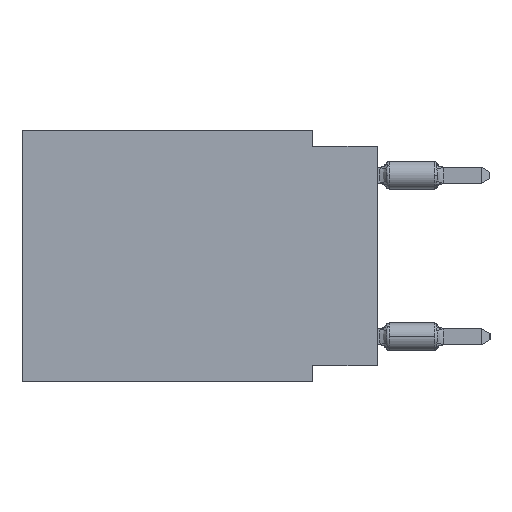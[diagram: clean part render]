
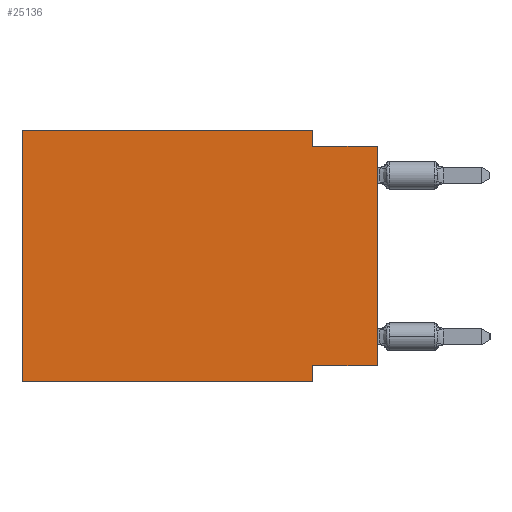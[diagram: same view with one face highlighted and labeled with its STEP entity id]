
A CAD part, left-side view. The second image highlights one B-rep face of the part: STEP entity #25136.
In plain terms, the highlighted planar face has unit normal (-1, 0, 0).
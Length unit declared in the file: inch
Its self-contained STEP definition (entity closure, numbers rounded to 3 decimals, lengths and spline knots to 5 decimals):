
#429 = EDGE_LOOP ( 'NONE', ( #41044, #61455, #10641, #35434, #30827, #51720, #13629, #57923 ) ) ;
#4440 = DIRECTION ( 'NONE',  ( 0., 0., 1. ) ) ;
#4824 = EDGE_CURVE ( 'NONE', #39914, #60233, #55369, .T. ) ;
#5357 = DIRECTION ( 'NONE',  ( 0., 0., 1. ) ) ;
#8213 = CARTESIAN_POINT ( 'NONE',  ( 0., 0.55, 0. ) ) ;
#10273 = CARTESIAN_POINT ( 'NONE',  ( 0., 0.1, 0. ) ) ;
#10641 = ORIENTED_EDGE ( 'NONE', *, *, #51577, .F. ) ;
#10962 = LINE ( 'NONE', #24437, #41418 ) ;
#11614 = EDGE_CURVE ( 'NONE', #43446, #60233, #15207, .T. ) ;
#12304 = CARTESIAN_POINT ( 'NONE',  ( 0., 0.55, 0. ) ) ;
#12499 = CARTESIAN_POINT ( 'NONE',  ( 0., 0.55, 0. ) ) ;
#13629 = ORIENTED_EDGE ( 'NONE', *, *, #11614, .F. ) ;
#14196 = VECTOR ( 'NONE', #25213, 39.37008 ) ;
#14603 = DIRECTION ( 'NONE',  ( 1., 0., 0. ) ) ;
#15207 = LINE ( 'NONE', #24012, #47946 ) ;
#16573 = VERTEX_POINT ( 'NONE', #30311 ) ;
#18069 = PLANE ( 'NONE',  #25805 ) ;
#18288 = CARTESIAN_POINT ( 'NONE',  ( 0., 0.1, -0.025 ) ) ;
#19197 = EDGE_CURVE ( 'NONE', #50917, #52115, #50488, .T. ) ;
#20061 = VECTOR ( 'NONE', #21449, 39.37008 ) ;
#20220 = DIRECTION ( 'NONE',  ( 0., -1., 0. ) ) ;
#20493 = LINE ( 'NONE', #20817, #14196 ) ;
#20817 = CARTESIAN_POINT ( 'NONE',  ( 0., 0., -0.365 ) ) ;
#21449 = DIRECTION ( 'NONE',  ( 0., -1., 0. ) ) ;
#23141 = EDGE_CURVE ( 'NONE', #54310, #16573, #53373, .T. ) ;
#24012 = CARTESIAN_POINT ( 'NONE',  ( 0., 0.1, -0.39 ) ) ;
#24437 = CARTESIAN_POINT ( 'NONE',  ( 0., 0.1, 0. ) ) ;
#24640 = DIRECTION ( 'NONE',  ( 0., 0., -1. ) ) ;
#25065 = DIRECTION ( 'NONE',  ( 0., 0., -1. ) ) ;
#25136 = ADVANCED_FACE ( 'NONE', ( #41928 ), #18069, .F. ) ;
#25213 = DIRECTION ( 'NONE',  ( 0., 1., 0. ) ) ;
#25805 = AXIS2_PLACEMENT_3D ( 'NONE', #37208, #14603, #24640 ) ;
#26356 = CARTESIAN_POINT ( 'NONE',  ( 0., 0., -0.365 ) ) ;
#27605 = VECTOR ( 'NONE', #5357, 39.37008 ) ;
#27715 = EDGE_CURVE ( 'NONE', #33063, #16573, #34636, .T. ) ;
#28873 = CARTESIAN_POINT ( 'NONE',  ( 0., 0., 0. ) ) ;
#30311 = CARTESIAN_POINT ( 'NONE',  ( 0., 0., -0.025 ) ) ;
#30652 = CARTESIAN_POINT ( 'NONE',  ( 0., 0.1, -0.365 ) ) ;
#30827 = ORIENTED_EDGE ( 'NONE', *, *, #34827, .F. ) ;
#33063 = VERTEX_POINT ( 'NONE', #18288 ) ;
#34040 = DIRECTION ( 'NONE',  ( 0., 0., -1. ) ) ;
#34636 = LINE ( 'NONE', #53207, #49942 ) ;
#34827 = EDGE_CURVE ( 'NONE', #39914, #50917, #41773, .T. ) ;
#35434 = ORIENTED_EDGE ( 'NONE', *, *, #19197, .F. ) ;
#36649 = DIRECTION ( 'NONE',  ( 0., -1., 0. ) ) ;
#37208 = CARTESIAN_POINT ( 'NONE',  ( 0., 0.55, 0. ) ) ;
#39543 = CARTESIAN_POINT ( 'NONE',  ( 0., 0.1, -0.39 ) ) ;
#39914 = VERTEX_POINT ( 'NONE', #54475 ) ;
#41044 = ORIENTED_EDGE ( 'NONE', *, *, #23141, .T. ) ;
#41418 = VECTOR ( 'NONE', #25065, 39.37008 ) ;
#41448 = VECTOR ( 'NONE', #4440, 39.37008 ) ;
#41773 = LINE ( 'NONE', #8213, #41448 ) ;
#41928 = FACE_OUTER_BOUND ( 'NONE', #429, .T. ) ;
#43446 = VERTEX_POINT ( 'NONE', #30652 ) ;
#44891 = VECTOR ( 'NONE', #36649, 39.37008 ) ;
#46635 = EDGE_CURVE ( 'NONE', #54310, #43446, #20493, .T. ) ;
#47946 = VECTOR ( 'NONE', #34040, 39.37008 ) ;
#49942 = VECTOR ( 'NONE', #20220, 39.37008 ) ;
#50488 = LINE ( 'NONE', #12499, #44891 ) ;
#50917 = VERTEX_POINT ( 'NONE', #12304 ) ;
#51290 = CARTESIAN_POINT ( 'NONE',  ( 0., 0.55, -0.39 ) ) ;
#51577 = EDGE_CURVE ( 'NONE', #52115, #33063, #10962, .T. ) ;
#51720 = ORIENTED_EDGE ( 'NONE', *, *, #4824, .T. ) ;
#52115 = VERTEX_POINT ( 'NONE', #10273 ) ;
#53207 = CARTESIAN_POINT ( 'NONE',  ( 0., 0., -0.025 ) ) ;
#53373 = LINE ( 'NONE', #28873, #27605 ) ;
#54310 = VERTEX_POINT ( 'NONE', #26356 ) ;
#54475 = CARTESIAN_POINT ( 'NONE',  ( 0., 0.55, -0.39 ) ) ;
#55369 = LINE ( 'NONE', #51290, #20061 ) ;
#57923 = ORIENTED_EDGE ( 'NONE', *, *, #46635, .F. ) ;
#60233 = VERTEX_POINT ( 'NONE', #39543 ) ;
#61455 = ORIENTED_EDGE ( 'NONE', *, *, #27715, .F. ) ;
